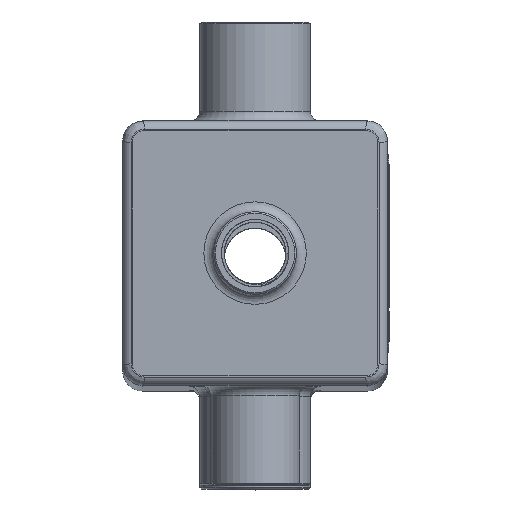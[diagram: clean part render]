
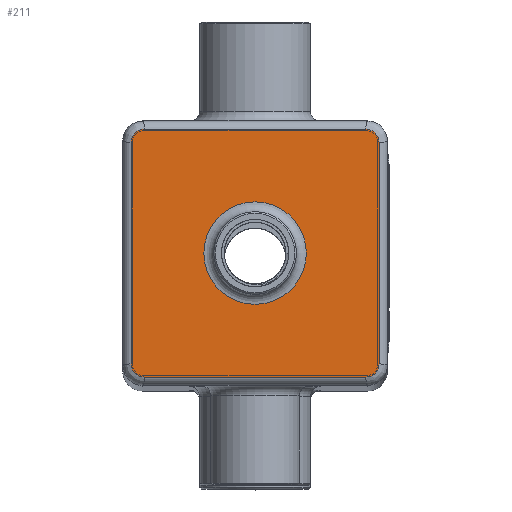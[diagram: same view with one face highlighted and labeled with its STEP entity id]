
A CAD part, top view. The second image highlights one B-rep face of the part: STEP entity #211.
In plain terms, the highlighted planar face has unit normal (0, 0, 1).
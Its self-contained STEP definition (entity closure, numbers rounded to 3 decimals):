
#211=ADVANCED_FACE('',(#4543,#4545),#4547,.T.);
#4543=FACE_BOUND('',#4544,.T.);
#4544=EDGE_LOOP('',(#13839,#13840,#13841,#13842,#13843,#13844,#13845,#13846));
#4545=FACE_BOUND('',#4546,.T.);
#4546=EDGE_LOOP('',(#13847));
#4547=PLANE('',#4548);
#4548=AXIS2_PLACEMENT_3D('',#4549,#4550,#4551);
#4549=CARTESIAN_POINT('',(0.,0.,992.));
#4550=DIRECTION('',(0.,0.,1.));
#4551=DIRECTION('',(1.,0.,0.));
#13839=ORIENTED_EDGE('',*,*,#15809,.F.);
#13840=ORIENTED_EDGE('',*,*,#16062,.F.);
#13841=ORIENTED_EDGE('',*,*,#16066,.F.);
#13842=ORIENTED_EDGE('',*,*,#16067,.F.);
#13843=ORIENTED_EDGE('',*,*,#16068,.F.);
#13844=ORIENTED_EDGE('',*,*,#16069,.F.);
#13845=ORIENTED_EDGE('',*,*,#16070,.F.);
#13846=ORIENTED_EDGE('',*,*,#16071,.F.);
#13847=ORIENTED_EDGE('',*,*,#16072,.F.);
#15809=EDGE_CURVE('',#16967,#16968,#16969,.F.);
#16062=EDGE_CURVE('',#17469,#16967,#17470,.F.);
#16066=EDGE_CURVE('',#17475,#17469,#17476,.F.);
#16067=EDGE_CURVE('',#17477,#17475,#17478,.F.);
#16068=EDGE_CURVE('',#17479,#17477,#17480,.F.);
#16069=EDGE_CURVE('',#17481,#17479,#17482,.F.);
#16070=EDGE_CURVE('',#17483,#17481,#17484,.F.);
#16071=EDGE_CURVE('',#16968,#17483,#17485,.F.);
#16072=EDGE_CURVE('',#17486,#17486,#17487,.T.);
#16967=VERTEX_POINT('',#19031);
#16968=VERTEX_POINT('',#19032);
#16969=LINE('',#19033,#19034);
#17469=VERTEX_POINT('',#21891);
#17470=B_SPLINE_CURVE_WITH_KNOTS('',3,
(#21892,#21893,#21894,#21895,#21896,#21897,#21898,#21899,#21900,#21901,#21902,#21903,
#21904,#21905,#21906,#21907,#21908,#21909,#21910,#21911),
.UNSPECIFIED.,.F.,.F.,
(4,1,1,1,1,1,1,1,1,1,1,1,1,1,1,1,1,4),
(0.,0.032,0.063,0.094,0.136,0.192,
0.266,0.35,0.438,0.522,0.596,
0.664,0.729,0.796,0.857,0.91,
0.956,1.),
.UNSPECIFIED.);
#17475=VERTEX_POINT('',#21961);
#17476=LINE('',#21962,#21963);
#17477=VERTEX_POINT('',#21965);
#17478=B_SPLINE_CURVE_WITH_KNOTS('',3,
(#21966,#21967,#21968,#21969,#21970,#21971,#21972,#21973,#21974,#21975,#21976,#21977,
#21978,#21979,#21980,#21981,#21982,#21983,#21984,#21985),
.UNSPECIFIED.,.F.,.F.,
(4,1,1,1,1,1,1,1,1,1,1,1,1,1,1,1,1,4),
(0.,0.032,0.073,0.125,0.186,0.246,
0.308,0.378,0.458,0.548,0.64,
0.725,0.795,0.853,0.899,0.938,
0.971,1.),
.UNSPECIFIED.);
#17479=VERTEX_POINT('',#21986);
#17480=LINE('',#21987,#21988);
#17481=VERTEX_POINT('',#21990);
#17482=B_SPLINE_CURVE_WITH_KNOTS('',3,
(#21991,#21992,#21993,#21994,#21995,#21996,#21997,#21998,#21999,#22000,#22001,#22002,
#22003,#22004,#22005,#22006,#22007,#22008,#22009,#22010),
.UNSPECIFIED.,.F.,.F.,
(4,1,1,1,1,1,1,1,1,1,1,1,1,1,1,1,1,4),
(0.,0.032,0.063,0.094,0.136,0.192,
0.266,0.35,0.438,0.522,0.596,
0.664,0.729,0.796,0.857,0.91,
0.956,1.),
.UNSPECIFIED.);
#17483=VERTEX_POINT('',#22011);
#17484=LINE('',#22012,#22013);
#17485=B_SPLINE_CURVE_WITH_KNOTS('',3,
(#22015,#22016,#22017,#22018,#22019,#22020,#22021,#22022,#22023,#22024,#22025,#22026,
#22027,#22028,#22029,#22030,#22031,#22032,#22033,#22034),
.UNSPECIFIED.,.F.,.F.,
(4,1,1,1,1,1,1,1,1,1,1,1,1,1,1,1,1,4),
(0.,0.032,0.063,0.094,0.136,0.192,
0.266,0.35,0.438,0.522,0.596,
0.664,0.729,0.796,0.857,0.91,
0.956,1.),
.UNSPECIFIED.);
#17486=VERTEX_POINT('',#22035);
#17487=CIRCLE('',#22036,15.5);
#19031=CARTESIAN_POINT('',(37.5,33.501,992.));
#19032=CARTESIAN_POINT('',(37.5,-33.5,992.));
#19033=CARTESIAN_POINT('',(37.5,-33.5,992.));
#19034=VECTOR('',#19035,1.);
#19035=DIRECTION('',(0.,1.,0.));
#21891=CARTESIAN_POINT('',(33.5,37.5,992.));
#21892=CARTESIAN_POINT('',(37.5,33.501,992.));
#21893=CARTESIAN_POINT('',(37.5,33.568,992.));
#21894=CARTESIAN_POINT('',(37.497,33.7,992.));
#21895=CARTESIAN_POINT('',(37.482,33.897,992.));
#21896=CARTESIAN_POINT('',(37.455,34.113,992.));
#21897=CARTESIAN_POINT('',(37.406,34.378,992.));
#21898=CARTESIAN_POINT('',(37.315,34.726,992.));
#21899=CARTESIAN_POINT('',(37.156,35.147,992.));
#21900=CARTESIAN_POINT('',(36.916,35.605,992.));
#21901=CARTESIAN_POINT('',(36.603,36.043,992.));
#21902=CARTESIAN_POINT('',(36.251,36.418,992.));
#21903=CARTESIAN_POINT('',(35.886,36.721,992.));
#21904=CARTESIAN_POINT('',(35.524,36.959,992.));
#21905=CARTESIAN_POINT('',(35.151,37.151,992.));
#21906=CARTESIAN_POINT('',(34.774,37.299,992.));
#21907=CARTESIAN_POINT('',(34.409,37.401,992.));
#21908=CARTESIAN_POINT('',(34.08,37.462,992.));
#21909=CARTESIAN_POINT('',(33.781,37.493,992.));
#21910=CARTESIAN_POINT('',(33.593,37.5,992.));
#21911=CARTESIAN_POINT('',(33.5,37.5,992.));
#21961=CARTESIAN_POINT('',(-33.501,37.5,992.));
#21962=CARTESIAN_POINT('',(33.5,37.5,992.));
#21963=VECTOR('',#21964,1.);
#21964=DIRECTION('',(-1.,0.,0.));
#21965=CARTESIAN_POINT('',(-37.5,33.5,992.));
#21966=CARTESIAN_POINT('',(-33.501,37.5,992.));
#21967=CARTESIAN_POINT('',(-33.567,37.5,992.));
#21968=CARTESIAN_POINT('',(-33.721,37.496,992.));
#21969=CARTESIAN_POINT('',(-33.981,37.475,992.));
#21970=CARTESIAN_POINT('',(-34.301,37.424,992.));
#21971=CARTESIAN_POINT('',(-34.653,37.337,992.));
#21972=CARTESIAN_POINT('',(-35.016,37.208,992.));
#21973=CARTESIAN_POINT('',(-35.38,37.039,992.));
#21974=CARTESIAN_POINT('',(-35.762,36.81,992.));
#21975=CARTESIAN_POINT('',(-36.161,36.503,992.));
#21976=CARTESIAN_POINT('',(-36.548,36.111,992.));
#21977=CARTESIAN_POINT('',(-36.882,35.66,992.));
#21978=CARTESIAN_POINT('',(-37.13,35.205,992.));
#21979=CARTESIAN_POINT('',(-37.293,34.79,992.));
#21980=CARTESIAN_POINT('',(-37.392,34.44,992.));
#21981=CARTESIAN_POINT('',(-37.45,34.148,992.));
#21982=CARTESIAN_POINT('',(-37.482,33.903,992.));
#21983=CARTESIAN_POINT('',(-37.497,33.692,992.));
#21984=CARTESIAN_POINT('',(-37.5,33.562,992.));
#21985=CARTESIAN_POINT('',(-37.5,33.5,992.));
#21986=CARTESIAN_POINT('',(-37.5,-33.501,992.));
#21987=CARTESIAN_POINT('',(-37.5,33.5,992.));
#21988=VECTOR('',#21989,1.);
#21989=DIRECTION('',(0.,-1.,0.));
#21990=CARTESIAN_POINT('',(-33.5,-37.5,992.));
#21991=CARTESIAN_POINT('',(-37.5,-33.501,992.));
#21992=CARTESIAN_POINT('',(-37.5,-33.568,992.));
#21993=CARTESIAN_POINT('',(-37.497,-33.7,992.));
#21994=CARTESIAN_POINT('',(-37.482,-33.897,992.));
#21995=CARTESIAN_POINT('',(-37.455,-34.113,992.));
#21996=CARTESIAN_POINT('',(-37.406,-34.378,992.));
#21997=CARTESIAN_POINT('',(-37.315,-34.726,992.));
#21998=CARTESIAN_POINT('',(-37.156,-35.147,992.));
#21999=CARTESIAN_POINT('',(-36.916,-35.605,992.));
#22000=CARTESIAN_POINT('',(-36.603,-36.043,992.));
#22001=CARTESIAN_POINT('',(-36.251,-36.418,992.));
#22002=CARTESIAN_POINT('',(-35.886,-36.721,992.));
#22003=CARTESIAN_POINT('',(-35.524,-36.959,992.));
#22004=CARTESIAN_POINT('',(-35.151,-37.151,992.));
#22005=CARTESIAN_POINT('',(-34.774,-37.299,992.));
#22006=CARTESIAN_POINT('',(-34.409,-37.401,992.));
#22007=CARTESIAN_POINT('',(-34.08,-37.462,992.));
#22008=CARTESIAN_POINT('',(-33.781,-37.493,992.));
#22009=CARTESIAN_POINT('',(-33.593,-37.5,992.));
#22010=CARTESIAN_POINT('',(-33.5,-37.5,992.));
#22011=CARTESIAN_POINT('',(33.501,-37.5,992.));
#22012=CARTESIAN_POINT('',(-33.5,-37.5,992.));
#22013=VECTOR('',#22014,1.);
#22014=DIRECTION('',(1.,0.,0.));
#22015=CARTESIAN_POINT('',(33.501,-37.5,992.));
#22016=CARTESIAN_POINT('',(33.568,-37.5,992.));
#22017=CARTESIAN_POINT('',(33.7,-37.497,992.));
#22018=CARTESIAN_POINT('',(33.897,-37.482,992.));
#22019=CARTESIAN_POINT('',(34.113,-37.455,992.));
#22020=CARTESIAN_POINT('',(34.378,-37.406,992.));
#22021=CARTESIAN_POINT('',(34.726,-37.315,992.));
#22022=CARTESIAN_POINT('',(35.147,-37.156,992.));
#22023=CARTESIAN_POINT('',(35.605,-36.916,992.));
#22024=CARTESIAN_POINT('',(36.043,-36.603,992.));
#22025=CARTESIAN_POINT('',(36.418,-36.251,992.));
#22026=CARTESIAN_POINT('',(36.721,-35.886,992.));
#22027=CARTESIAN_POINT('',(36.959,-35.524,992.));
#22028=CARTESIAN_POINT('',(37.151,-35.151,992.));
#22029=CARTESIAN_POINT('',(37.299,-34.774,992.));
#22030=CARTESIAN_POINT('',(37.401,-34.409,992.));
#22031=CARTESIAN_POINT('',(37.462,-34.08,992.));
#22032=CARTESIAN_POINT('',(37.493,-33.781,992.));
#22033=CARTESIAN_POINT('',(37.5,-33.593,992.));
#22034=CARTESIAN_POINT('',(37.5,-33.5,992.));
#22035=CARTESIAN_POINT('',(0.,-15.5,992.));
#22036=AXIS2_PLACEMENT_3D('',#22037,#22038,#22039);
#22037=CARTESIAN_POINT('',(0.,0.,992.));
#22038=DIRECTION('',(0.,0.,1.));
#22039=DIRECTION('',(0.,-1.,0.));
